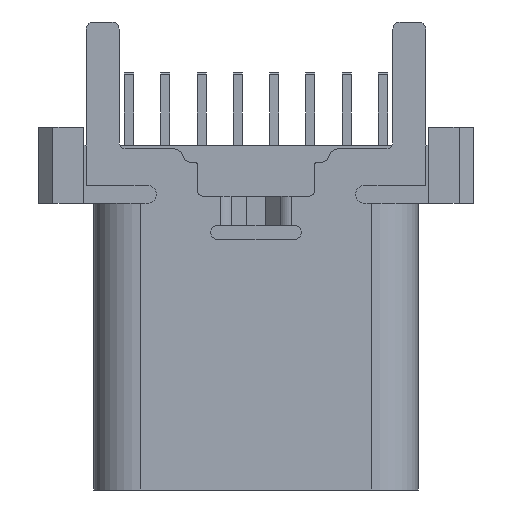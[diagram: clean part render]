
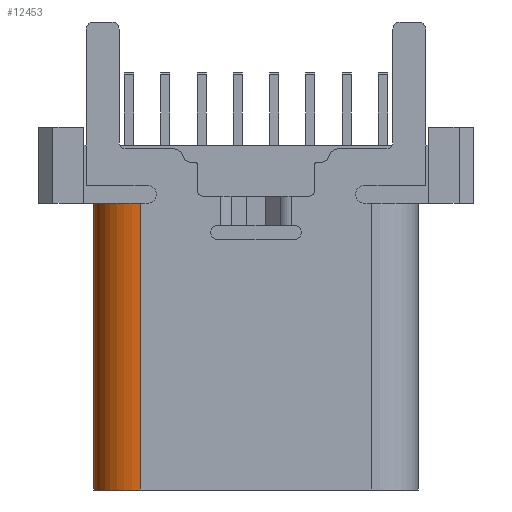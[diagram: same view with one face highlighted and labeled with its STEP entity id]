
A CAD part, front view. The second image highlights one B-rep face of the part: STEP entity #12453.
In plain terms, the highlighted cylindrical face has radius 1.28 mm (diameter 2.56 mm), a partial arc.
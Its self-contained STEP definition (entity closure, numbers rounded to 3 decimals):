
#751 = EDGE_CURVE ( 'NONE', #17971, #3402, #3141, .T. ) ;
#1138 = CARTESIAN_POINT ( 'NONE',  ( -3.19, -0.305, -2.658 ) ) ;
#1420 = EDGE_CURVE ( 'NONE', #5662, #16042, #13671, .T. ) ;
#1969 = EDGE_CURVE ( 'NONE', #14675, #17971, #17318, .T. ) ;
#2285 = VECTOR ( 'NONE', #7064, 1000. ) ;
#2309 = FACE_OUTER_BOUND ( 'NONE', #15628, .T. ) ;
#2500 = CARTESIAN_POINT ( 'NONE',  ( -4.47, -0.305, -2.658 ) ) ;
#2511 = EDGE_CURVE ( 'NONE', #5662, #3402, #8745, .T. ) ;
#3052 = CARTESIAN_POINT ( 'NONE',  ( -3.19, -0.305, -2.658 ) ) ;
#3141 = CIRCLE ( 'NONE', #12448, 1.28 ) ;
#3402 = VERTEX_POINT ( 'NONE', #2500 ) ;
#5034 = CARTESIAN_POINT ( 'NONE',  ( -3.19, -0.305, -2.5 ) ) ;
#5662 = VERTEX_POINT ( 'NONE', #10050 ) ;
#5695 = DIRECTION ( 'NONE',  ( 0., 0., -1. ) ) ;
#5999 = CARTESIAN_POINT ( 'NONE',  ( -3.19, -1.585, -2.658 ) ) ;
#6353 = DIRECTION ( 'NONE',  ( 0., 0., -1. ) ) ;
#7064 = DIRECTION ( 'NONE',  ( 0., 0., 1. ) ) ;
#7493 = EDGE_CURVE ( 'NONE', #14675, #16042, #8273, .T. ) ;
#7498 = ORIENTED_EDGE ( 'NONE', *, *, #1420, .T. ) ;
#8273 = LINE ( 'NONE', #18082, #14485 ) ;
#8745 = LINE ( 'NONE', #14397, #2285 ) ;
#8915 = DIRECTION ( 'NONE',  ( -1., 0., 0. ) ) ;
#9930 = DIRECTION ( 'NONE',  ( -0.643, -0.766, 0. ) ) ;
#10050 = CARTESIAN_POINT ( 'NONE',  ( -4.47, -0.305, -10.558 ) ) ;
#10414 = DIRECTION ( 'NONE',  ( 0., 0., 1. ) ) ;
#10603 = CARTESIAN_POINT ( 'NONE',  ( -3.19, -0.305, -10.558 ) ) ;
#12448 = AXIS2_PLACEMENT_3D ( 'NONE', #3052, #5695, #9930 ) ;
#12453 = ADVANCED_FACE ( 'NONE', ( #2309 ), #14661, .T. ) ;
#12944 = ORIENTED_EDGE ( 'NONE', *, *, #1969, .T. ) ;
#13671 = CIRCLE ( 'NONE', #13987, 1.28 ) ;
#13987 = AXIS2_PLACEMENT_3D ( 'NONE', #10603, #10414, #8915 ) ;
#14355 = CARTESIAN_POINT ( 'NONE',  ( -4.013, -1.285, -2.658 ) ) ;
#14397 = CARTESIAN_POINT ( 'NONE',  ( -4.47, -0.305, -10.558 ) ) ;
#14485 = VECTOR ( 'NONE', #15154, 1000. ) ;
#14661 = CYLINDRICAL_SURFACE ( 'NONE', #16188, 1.28 ) ;
#14675 = VERTEX_POINT ( 'NONE', #5999 ) ;
#15154 = DIRECTION ( 'NONE',  ( 0., 0., -1. ) ) ;
#15612 = CARTESIAN_POINT ( 'NONE',  ( -3.19, -1.585, -10.558 ) ) ;
#15628 = EDGE_LOOP ( 'NONE', ( #18045, #16970, #7498, #17221, #12944 ) ) ;
#16042 = VERTEX_POINT ( 'NONE', #15612 ) ;
#16083 = DIRECTION ( 'NONE',  ( 0., 0., -1. ) ) ;
#16188 = AXIS2_PLACEMENT_3D ( 'NONE', #5034, #16083, #16435 ) ;
#16435 = DIRECTION ( 'NONE',  ( 0.051, -0.999, 0. ) ) ;
#16970 = ORIENTED_EDGE ( 'NONE', *, *, #2511, .F. ) ;
#17221 = ORIENTED_EDGE ( 'NONE', *, *, #7493, .F. ) ;
#17318 = CIRCLE ( 'NONE', #17602, 1.28 ) ;
#17602 = AXIS2_PLACEMENT_3D ( 'NONE', #1138, #6353, #18421 ) ;
#17971 = VERTEX_POINT ( 'NONE', #14355 ) ;
#18045 = ORIENTED_EDGE ( 'NONE', *, *, #751, .T. ) ;
#18082 = CARTESIAN_POINT ( 'NONE',  ( -3.19, -1.585, -2.658 ) ) ;
#18421 = DIRECTION ( 'NONE',  ( 0., -1., 0. ) ) ;
